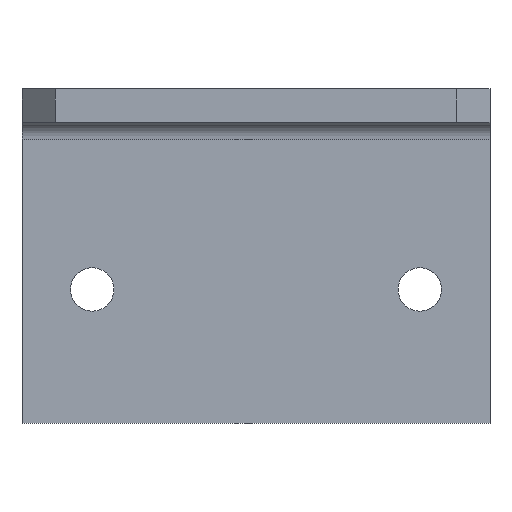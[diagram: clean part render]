
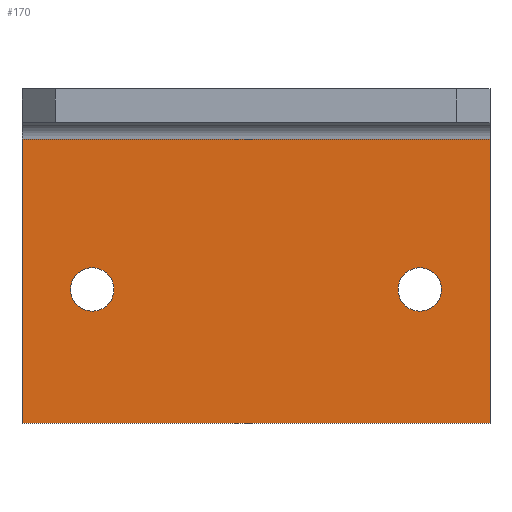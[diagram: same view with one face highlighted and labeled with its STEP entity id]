
A CAD part, front view. The second image highlights one B-rep face of the part: STEP entity #170.
In plain terms, the highlighted planar face has unit normal (0, -1, 0).
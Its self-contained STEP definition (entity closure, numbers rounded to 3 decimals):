
#70=CARTESIAN_POINT('Vertex',(-55.5,28.,-60.)) ;
#73=CARTESIAN_POINT('Axis2P3D Location',(-49.,28.,-60.)) ;
#77=CARTESIAN_POINT('Vertex',(-42.5,28.,-60.)) ;
#97=CARTESIAN_POINT('Axis2P3D Location',(-49.,28.,-60.)) ;
#109=CARTESIAN_POINT('Axis2P3D Location',(0.,28.,-100.)) ;
#114=CARTESIAN_POINT('Line Origine',(0.,28.,-15.)) ;
#118=CARTESIAN_POINT('Vertex',(70.,28.,-15.)) ;
#120=CARTESIAN_POINT('Vertex',(-70.,28.,-15.)) ;
#123=CARTESIAN_POINT('Line Origine',(-70.,28.,-57.5)) ;
#127=CARTESIAN_POINT('Vertex',(-70.,28.,-100.)) ;
#130=CARTESIAN_POINT('Line Origine',(0.,28.,-100.)) ;
#134=CARTESIAN_POINT('Vertex',(70.,28.,-100.)) ;
#137=CARTESIAN_POINT('Line Origine',(70.,28.,-57.5)) ;
#152=CARTESIAN_POINT('Axis2P3D Location',(49.,28.,-60.)) ;
#156=CARTESIAN_POINT('Vertex',(55.5,28.,-60.)) ;
#158=CARTESIAN_POINT('Vertex',(42.5,28.,-60.)) ;
#161=CARTESIAN_POINT('Axis2P3D Location',(49.,28.,-60.)) ;
#74=DIRECTION('Axis2P3D Direction',(0.,-1.,0.)) ;
#98=DIRECTION('Axis2P3D Direction',(0.,-1.,0.)) ;
#110=DIRECTION('Axis2P3D Direction',(0.,1.,0.)) ;
#111=DIRECTION('Axis2P3D XDirection',(0.,0.,1.)) ;
#115=DIRECTION('Vector Direction',(1.,0.,0.)) ;
#124=DIRECTION('Vector Direction',(0.,0.,1.)) ;
#131=DIRECTION('Vector Direction',(1.,0.,0.)) ;
#138=DIRECTION('Vector Direction',(0.,0.,1.)) ;
#153=DIRECTION('Axis2P3D Direction',(0.,1.,0.)) ;
#162=DIRECTION('Axis2P3D Direction',(0.,1.,0.)) ;
#75=AXIS2_PLACEMENT_3D('Circle Axis2P3D',#73,#74,$) ;
#99=AXIS2_PLACEMENT_3D('Circle Axis2P3D',#97,#98,$) ;
#112=AXIS2_PLACEMENT_3D('Plane Axis2P3D',#109,#110,#111) ;
#154=AXIS2_PLACEMENT_3D('Circle Axis2P3D',#152,#153,$) ;
#163=AXIS2_PLACEMENT_3D('Circle Axis2P3D',#161,#162,$) ;
#143=ORIENTED_EDGE('',*,*,#122,.T.) ;
#144=ORIENTED_EDGE('',*,*,#129,.T.) ;
#145=ORIENTED_EDGE('',*,*,#136,.T.) ;
#146=ORIENTED_EDGE('',*,*,#141,.F.) ;
#149=ORIENTED_EDGE('',*,*,#79,.F.) ;
#150=ORIENTED_EDGE('',*,*,#101,.F.) ;
#167=ORIENTED_EDGE('',*,*,#160,.F.) ;
#168=ORIENTED_EDGE('',*,*,#165,.F.) ;
#151=FACE_BOUND('',#148,.T.) ;
#169=FACE_BOUND('',#166,.T.) ;
#116=VECTOR('Line Direction',#115,1.) ;
#125=VECTOR('Line Direction',#124,1.) ;
#132=VECTOR('Line Direction',#131,1.) ;
#139=VECTOR('Line Direction',#138,1.) ;
#170=ADVANCED_FACE('platine corni\X2\00E8\X0\re',(#147,#151,#169),#113,.F.) ;
#76=CIRCLE('generated circle',#75,6.5) ;
#100=CIRCLE('generated circle',#99,6.5) ;
#155=CIRCLE('generated circle',#154,6.5) ;
#164=CIRCLE('generated circle',#163,6.5) ;
#79=EDGE_CURVE('',#71,#78,#76,.T.) ;
#101=EDGE_CURVE('',#78,#71,#100,.T.) ;
#122=EDGE_CURVE('',#119,#121,#117,.F.) ;
#129=EDGE_CURVE('',#121,#128,#126,.F.) ;
#136=EDGE_CURVE('',#128,#135,#133,.T.) ;
#141=EDGE_CURVE('',#119,#135,#140,.F.) ;
#160=EDGE_CURVE('',#157,#159,#155,.F.) ;
#165=EDGE_CURVE('',#159,#157,#164,.F.) ;
#142=EDGE_LOOP('',(#143,#144,#145,#146)) ;
#148=EDGE_LOOP('',(#149,#150)) ;
#166=EDGE_LOOP('',(#167,#168)) ;
#147=FACE_OUTER_BOUND('',#142,.T.) ;
#117=LINE('Line',#114,#116) ;
#126=LINE('Line',#123,#125) ;
#133=LINE('Line',#130,#132) ;
#140=LINE('Line',#137,#139) ;
#113=PLANE('',#112) ;
#71=VERTEX_POINT('',#70) ;
#78=VERTEX_POINT('',#77) ;
#119=VERTEX_POINT('',#118) ;
#121=VERTEX_POINT('',#120) ;
#128=VERTEX_POINT('',#127) ;
#135=VERTEX_POINT('',#134) ;
#157=VERTEX_POINT('',#156) ;
#159=VERTEX_POINT('',#158) ;
